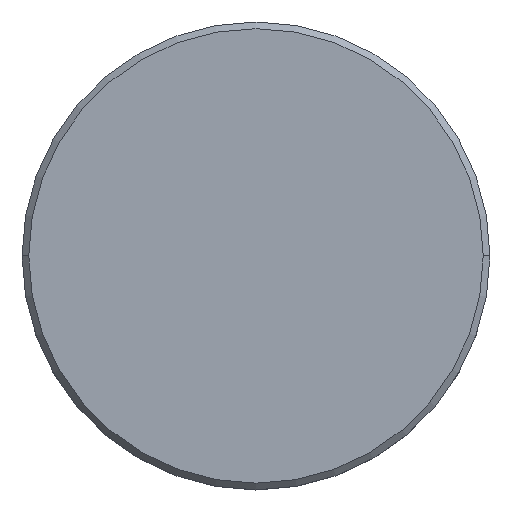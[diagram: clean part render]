
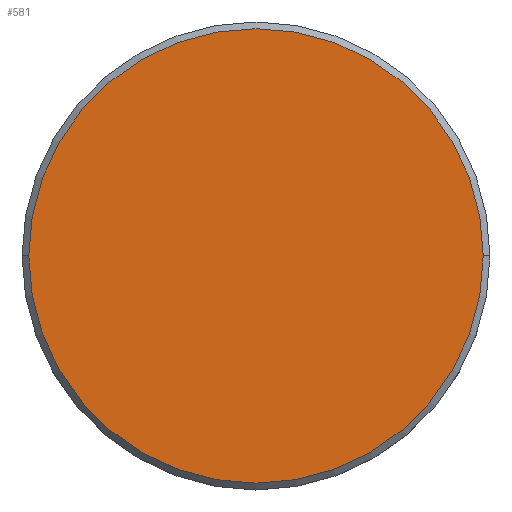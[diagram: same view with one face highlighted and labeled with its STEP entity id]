
A CAD part, top view. The second image highlights one B-rep face of the part: STEP entity #581.
In plain terms, the highlighted planar face has unit normal (0, 0, 1).
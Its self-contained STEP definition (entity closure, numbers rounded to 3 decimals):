
#21 = CIRCLE ( 'NONE', #1142, 17. ) ;
#57 = ORIENTED_EDGE ( 'NONE', *, *, #976, .T. ) ;
#71 = PLANE ( 'NONE',  #1090 ) ;
#74 = DIRECTION ( 'NONE',  ( 0., 0., 1. ) ) ;
#134 = CIRCLE ( 'NONE', #216, 17. ) ;
#216 = AXIS2_PLACEMENT_3D ( 'NONE', #241, #74, #790 ) ;
#241 = CARTESIAN_POINT ( 'NONE',  ( 0., 0., 0. ) ) ;
#260 = FACE_OUTER_BOUND ( 'NONE', #941, .T. ) ;
#427 = DIRECTION ( 'NONE',  ( 0., 0., 1. ) ) ;
#437 = VERTEX_POINT ( 'NONE', #946 ) ;
#546 = VERTEX_POINT ( 'NONE', #1028 ) ;
#581 = ADVANCED_FACE ( 'NONE', ( #260 ), #71, .T. ) ;
#736 = DIRECTION ( 'NONE',  ( 1., 0., 0. ) ) ;
#767 = CARTESIAN_POINT ( 'NONE',  ( 0., 0., 0. ) ) ;
#790 = DIRECTION ( 'NONE',  ( 1., 0., 0. ) ) ;
#795 = DIRECTION ( 'NONE',  ( 1., 0., 0. ) ) ;
#863 = EDGE_CURVE ( 'NONE', #546, #437, #134, .T. ) ;
#919 = DIRECTION ( 'NONE',  ( 0., 0., 1. ) ) ;
#941 = EDGE_LOOP ( 'NONE', ( #1024, #57 ) ) ;
#946 = CARTESIAN_POINT ( 'NONE',  ( 17., 0., 0. ) ) ;
#976 = EDGE_CURVE ( 'NONE', #437, #546, #21, .T. ) ;
#1024 = ORIENTED_EDGE ( 'NONE', *, *, #863, .T. ) ;
#1028 = CARTESIAN_POINT ( 'NONE',  ( -17., 0., 0. ) ) ;
#1090 = AXIS2_PLACEMENT_3D ( 'NONE', #767, #427, #795 ) ;
#1142 = AXIS2_PLACEMENT_3D ( 'NONE', #1177, #919, #736 ) ;
#1177 = CARTESIAN_POINT ( 'NONE',  ( 0., 0., 0. ) ) ;
